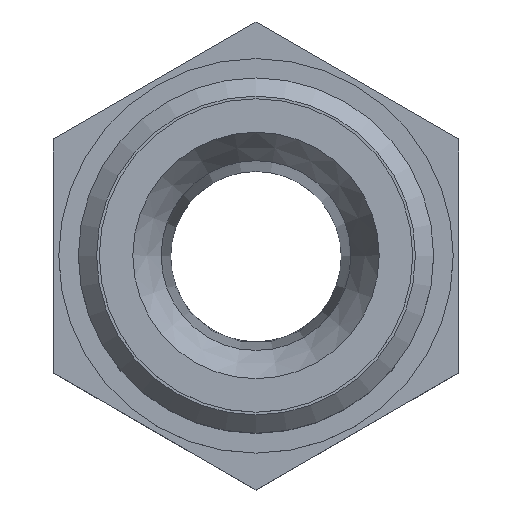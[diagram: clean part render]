
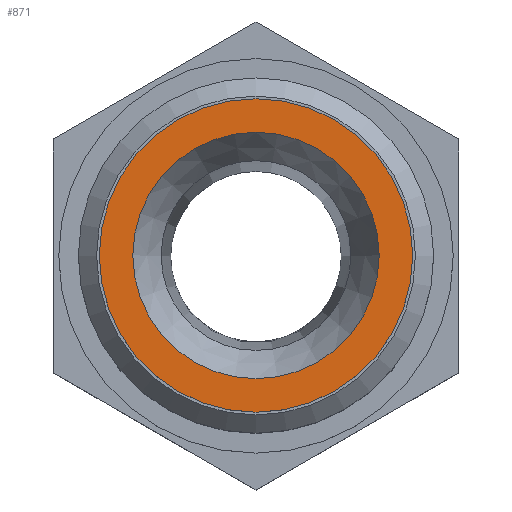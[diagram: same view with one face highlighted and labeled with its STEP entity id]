
A CAD part, top view. The second image highlights one B-rep face of the part: STEP entity #871.
In plain terms, the highlighted planar face has unit normal (0, 0, 1).
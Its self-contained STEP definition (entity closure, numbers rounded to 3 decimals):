
#119=PLANE('',#1006);
#328=ORIENTED_EDGE('',*,*,#461,.F.);
#329=ORIENTED_EDGE('',*,*,#462,.T.);
#461=EDGE_CURVE('',#547,#547,#621,.T.);
#462=EDGE_CURVE('',#548,#548,#622,.T.);
#547=VERTEX_POINT('',#1677);
#548=VERTEX_POINT('',#1679);
#621=CIRCLE('',#1007,7.35);
#622=CIRCLE('',#1008,5.778);
#695=EDGE_LOOP('',(#328));
#696=EDGE_LOOP('',(#329));
#781=FACE_BOUND('',#695,.T.);
#782=FACE_BOUND('',#696,.T.);
#871=ADVANCED_FACE('',(#781,#782),#119,.F.);
#1006=AXIS2_PLACEMENT_3D('',#1675,#1275,#1276);
#1007=AXIS2_PLACEMENT_3D('',#1676,#1277,#1278);
#1008=AXIS2_PLACEMENT_3D('',#1678,#1279,#1280);
#1275=DIRECTION('',(0.,0.,-1.));
#1276=DIRECTION('',(-1.,0.,0.));
#1277=DIRECTION('',(0.,0.,-1.));
#1278=DIRECTION('',(-1.,0.,0.));
#1279=DIRECTION('',(0.,0.,-1.));
#1280=DIRECTION('',(-1.,0.,0.));
#1675=CARTESIAN_POINT('',(0.,0.,0.));
#1676=CARTESIAN_POINT('',(0.,0.,0.));
#1677=CARTESIAN_POINT('',(-7.35,0.,0.));
#1678=CARTESIAN_POINT('',(0.,0.,0.));
#1679=CARTESIAN_POINT('',(-5.778,0.,0.));
